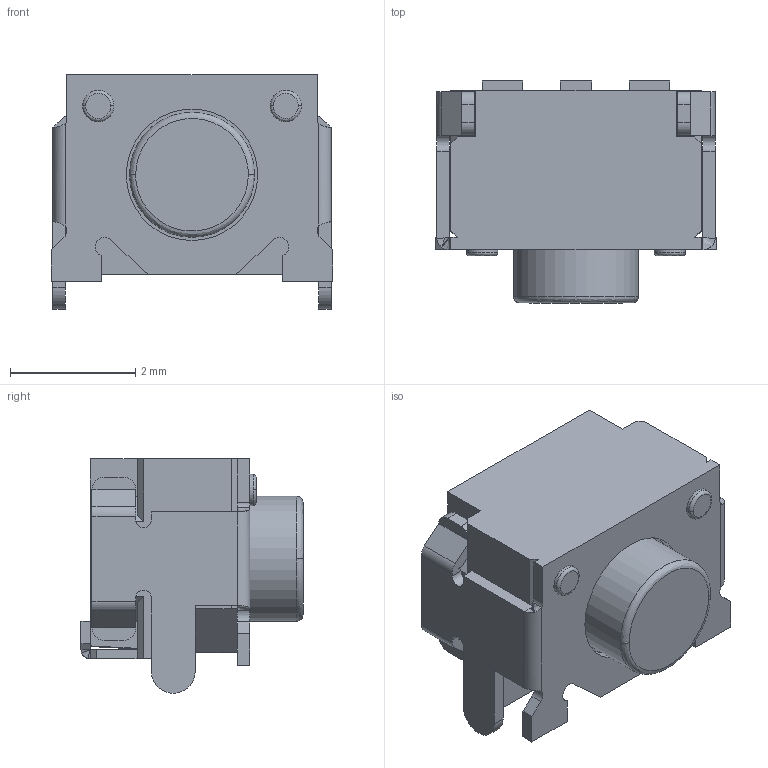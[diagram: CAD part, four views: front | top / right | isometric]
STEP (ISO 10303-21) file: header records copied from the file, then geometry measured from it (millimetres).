
FILE_DESCRIPTION(('FreeCAD Model'),'2;1');
FILE_NAME('Open CASCADE Shape Model','2021-03-27T17:46:52',('Author'),( ''),'Open CASCADE STEP processor 7.4','FreeCAD','Unknown');
FILE_SCHEMA(('AUTOMOTIVE_DESIGN { 1 0 10303 214 1 1 1 1 }'));
Length unit declared in the file: millimetre
Products named in the file (1): Imported245_cp
Bounding box: 4.5 x 3.55 x 3.75 mm (x, y, z)
Surface area: 113.5 mm2 (no closed solid volume)
Topology: 0 solids, 244 shells, 244 faces, 1354 edges, 1336 vertices
Faces by surface type: plane 165, cylinder 51, bspline 28
Full cylindrical faces by diameter (mm): 0.002 x1, 0.4 x3, 0.5 x2, 2 x1, 2.1 x1
Entity records: 18078 total; most frequent: CARTESIAN_POINT 5909, DIRECTION 1783, ORIENTED_EDGE 1353, EDGE_CURVE 1346, VERTEX_POINT 1335, LINE 905, VECTOR 905, AXIS2_PLACEMENT_3D 439
